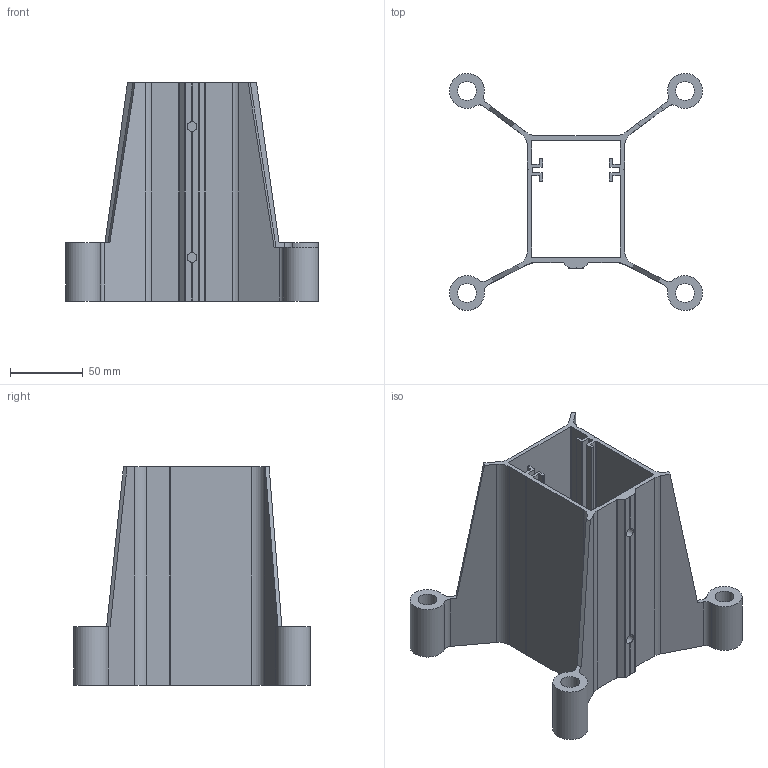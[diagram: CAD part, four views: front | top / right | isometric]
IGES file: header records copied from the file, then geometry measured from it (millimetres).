
Global section: file name: No Iges File Name specified; native system: Autodesk Inventor 2012; preprocessor: AutoDesk Inventor Iges Exporter R2012; author: marina kaa; date: 20121203.081852; units: millimetre
Bounding box: 173.97 x 162.94 x 150 mm (x, y, z)
Volume: 255160.7 mm3; surface area: 153918.3 mm2
Topology: 1 solids, 1 shells, 125 faces, 375 edges, 250 vertices
Faces by surface type: plane 67, revolution 40, cylinder 18
